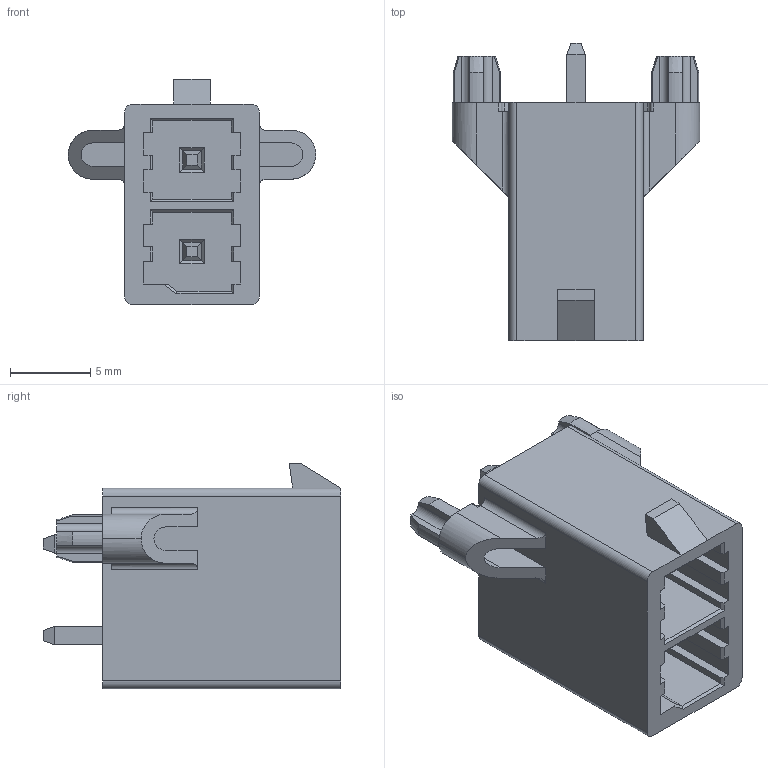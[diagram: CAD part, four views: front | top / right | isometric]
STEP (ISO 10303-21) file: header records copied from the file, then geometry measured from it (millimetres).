
FILE_DESCRIPTION(/* description */ ('Unknown'),/* implementation_level */ '2;1');
FILE_NAME(/* name */ '657002240201',/* time_stamp */ '2022-10-13T10:46:15+02:00',/* author */ ('Unknown'),/* organization */ ('Unknown'),/* preprocessor_version */ 'ST-DEVELOPER v16.7',/* originating_system */ 'Solid Edge',/* authorisation */ 'Unknown');
FILE_SCHEMA (('AUTOMOTIVE_DESIGN { 1 0 10303 214 3 1 1 }','AUTOMOTIVE_DESIGN {1 0 10303 214 3 1 1}'));
Length unit declared in the file: millimetre
Products named in the file (3): 6570xx240201; 657002240201; 6570xx240201_Pin
Assembly tree (3 placements, depth 2):
  6570xx240201
    657002240201
    6570xx240201_Pin  x2
Bounding box: 15.39 x 18.5 x 14.03 mm (x, y, z)
Volume: 1113.9 mm3; surface area: 1707.6 mm2
Topology: 3 solids, 3 shells, 263 faces, 699 edges, 452 vertices
Faces by surface type: plane 209, cylinder 46, cone 8
Entity records: 7801 total; most frequent: CARTESIAN_POINT 1408, ORIENTED_EDGE 1342, DIRECTION 1261, EDGE_CURVE 671, LINE 555, VECTOR 555, VERTEX_POINT 436, AXIS2_PLACEMENT_3D 353
